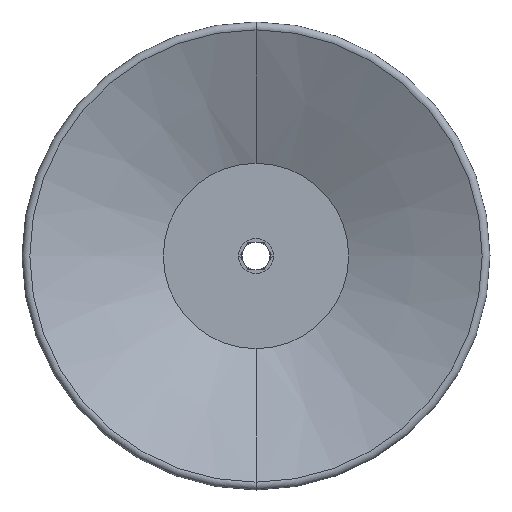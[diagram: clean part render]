
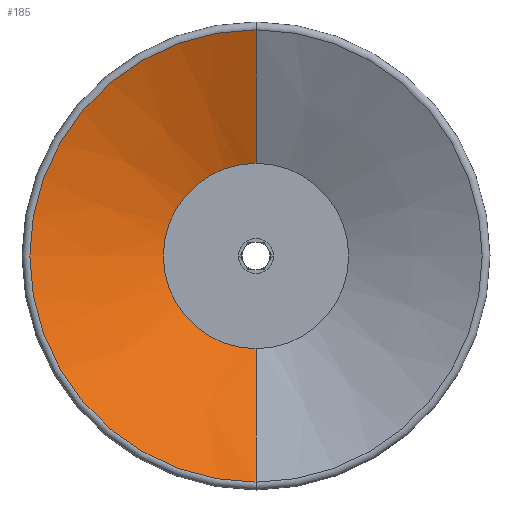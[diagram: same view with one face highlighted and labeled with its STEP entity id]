
A CAD part, front view. The second image highlights one B-rep face of the part: STEP entity #185.
In plain terms, the highlighted conical face has half-angle 65.887 degrees and reference radius 20 mm.
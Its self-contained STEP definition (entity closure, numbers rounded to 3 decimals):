
#185=ADVANCED_FACE('',(#484),#485,.F.);
#484=FACE_OUTER_BOUND('',#909,.T.);
#485=CONICAL_SURFACE('',#910,20.0,1.15);
#909=EDGE_LOOP('',(#5133,#5134,#5135,#5136));
#910=AXIS2_PLACEMENT_3D('',#5137,#5138,#5139);
#5133=ORIENTED_EDGE('',*,*,#6135,.T.);
#5134=ORIENTED_EDGE('',*,*,#6136,.T.);
#5135=ORIENTED_EDGE('',*,*,#6137,.F.);
#5136=ORIENTED_EDGE('',*,*,#6138,.F.);
#5137=CARTESIAN_POINT('',(0.0,-15.0,0.0));
#5138=DIRECTION('',(0.0,-1.0,-0.0));
#5139=DIRECTION('',(0.0,0.0,-1.0));
#6135=EDGE_CURVE('',#6630,#6631,#6632,.T.);
#6136=EDGE_CURVE('',#6631,#6624,#6633,.T.);
#6137=EDGE_CURVE('',#6625,#6624,#6634,.T.);
#6138=EDGE_CURVE('',#6630,#6625,#6635,.T.);
#6624=VERTEX_POINT('',#7721);
#6625=VERTEX_POINT('',#7722);
#6630=VERTEX_POINT('',#7727);
#6631=VERTEX_POINT('',#7728);
#6632=CIRCLE('',#7729,20.0);
#6633=LINE('',#7730,#7731);
#6634=CIRCLE('',#7732,48.81);
#6635=LINE('',#7733,#7734);
#7721=CARTESIAN_POINT('',(0.,-27.895,48.81));
#7722=CARTESIAN_POINT('',(0.0,-27.895,-48.81));
#7727=CARTESIAN_POINT('',(0.0,-15.0,-20.0));
#7728=CARTESIAN_POINT('',(0.,-15.0,20.0));
#7729=AXIS2_PLACEMENT_3D('',#9531,#9532,#9533);
#7730=CARTESIAN_POINT('',(0.,-15.0,20.0));
#7731=VECTOR('',#9534,1000.0);
#7732=AXIS2_PLACEMENT_3D('',#9535,#9536,#9537);
#7733=CARTESIAN_POINT('',(0.0,-15.0,-20.0));
#7734=VECTOR('',#9538,1000.0);
#9531=CARTESIAN_POINT('',(0.0,-15.0,0.0));
#9532=DIRECTION('',(0.0,1.0,0.0));
#9533=DIRECTION('',(0.0,0.0,1.0));
#9534=DIRECTION('',(0.,-0.409,0.913));
#9535=CARTESIAN_POINT('',(0.0,-27.895,0.0));
#9536=DIRECTION('',(0.0,1.0,0.0));
#9537=DIRECTION('',(0.0,0.0,1.0));
#9538=DIRECTION('',(0.0,-0.409,-0.913));
